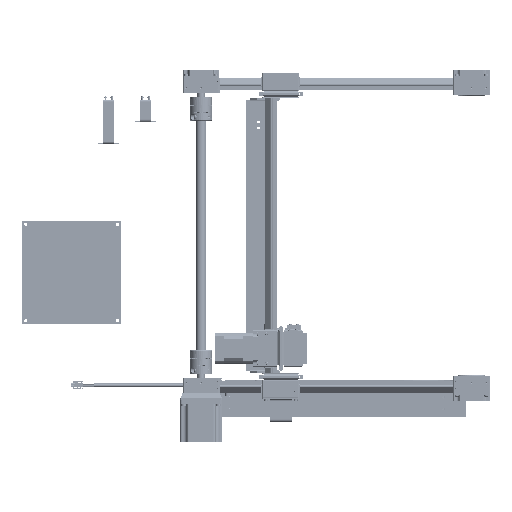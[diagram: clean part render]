
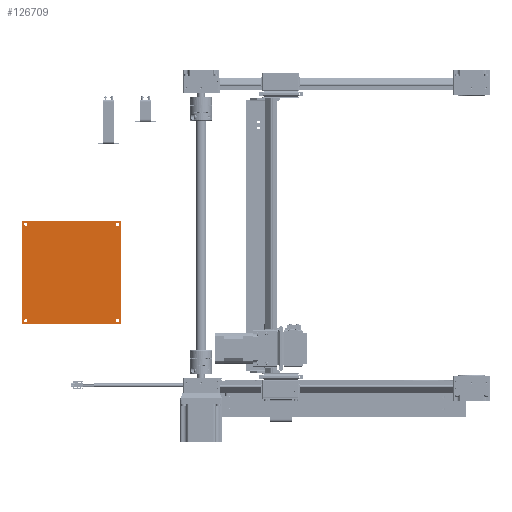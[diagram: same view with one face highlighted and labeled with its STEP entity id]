
A CAD part, front view. The second image highlights one B-rep face of the part: STEP entity #126709.
In plain terms, the highlighted planar face has unit normal (0, -1, 0).
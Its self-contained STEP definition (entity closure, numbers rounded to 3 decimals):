
#11073=LINE('',#194477,#21127);
#11076=LINE('',#194483,#21130);
#11078=LINE('',#194487,#21132);
#11080=LINE('',#194491,#21134);
#21127=VECTOR('',#162603,1000.);
#21130=VECTOR('',#162608,1000.);
#21132=VECTOR('',#162612,1000.);
#21134=VECTOR('',#162616,1000.);
#45461=ORIENTED_EDGE('',*,*,#64019,.F.);
#45462=ORIENTED_EDGE('',*,*,#64020,.F.);
#45463=ORIENTED_EDGE('',*,*,#64021,.F.);
#45464=ORIENTED_EDGE('',*,*,#64022,.F.);
#45465=ORIENTED_EDGE('',*,*,#64010,.F.);
#45466=ORIENTED_EDGE('',*,*,#64017,.F.);
#45467=ORIENTED_EDGE('',*,*,#64015,.F.);
#45468=ORIENTED_EDGE('',*,*,#64013,.F.);
#64010=EDGE_CURVE('',#75116,#75117,#11073,.T.);
#64013=EDGE_CURVE('',#75117,#75118,#11076,.T.);
#64015=EDGE_CURVE('',#75118,#75119,#11078,.T.);
#64017=EDGE_CURVE('',#75119,#75116,#11080,.T.);
#64019=EDGE_CURVE('',#75120,#75120,#80004,.T.);
#64020=EDGE_CURVE('',#75121,#75121,#80005,.T.);
#64021=EDGE_CURVE('',#75122,#75122,#80006,.T.);
#64022=EDGE_CURVE('',#75123,#75123,#80007,.T.);
#75116=VERTEX_POINT('',#194478);
#75117=VERTEX_POINT('',#194479);
#75118=VERTEX_POINT('',#194484);
#75119=VERTEX_POINT('',#194488);
#75120=VERTEX_POINT('',#194495);
#75121=VERTEX_POINT('',#194497);
#75122=VERTEX_POINT('',#194499);
#75123=VERTEX_POINT('',#194501);
#80004=CIRCLE('',#136641,2.15);
#80005=CIRCLE('',#136642,2.15);
#80006=CIRCLE('',#136643,2.15);
#80007=CIRCLE('',#136644,2.15);
#85998=EDGE_LOOP('',(#45461));
#85999=EDGE_LOOP('',(#45462));
#86000=EDGE_LOOP('',(#45463));
#86001=EDGE_LOOP('',(#45464));
#86002=EDGE_LOOP('',(#45465,#45466,#45467,#45468));
#93530=FACE_BOUND('',#85998,.T.);
#93531=FACE_BOUND('',#85999,.T.);
#93532=FACE_BOUND('',#86000,.T.);
#93533=FACE_BOUND('',#86001,.T.);
#93534=FACE_BOUND('',#86002,.T.);
#97282=PLANE('',#136640);
#126709=ADVANCED_FACE('',(#93530,#93531,#93532,#93533,#93534),#97282,.F.);
#136640=AXIS2_PLACEMENT_3D('',#194493,#162618,#162619);
#136641=AXIS2_PLACEMENT_3D('',#194494,#162620,#162621);
#136642=AXIS2_PLACEMENT_3D('',#194496,#162622,#162623);
#136643=AXIS2_PLACEMENT_3D('',#194498,#162624,#162625);
#136644=AXIS2_PLACEMENT_3D('',#194500,#162626,#162627);
#162603=DIRECTION('',(-1.,0.,0.));
#162608=DIRECTION('',(0.,0.,1.));
#162612=DIRECTION('',(1.,0.,0.));
#162616=DIRECTION('',(0.,0.,-1.));
#162618=DIRECTION('',(0.,1.,0.));
#162619=DIRECTION('',(0.,0.,1.));
#162620=DIRECTION('',(0.,-1.,0.));
#162621=DIRECTION('',(0.,0.,-1.));
#162622=DIRECTION('',(0.,-1.,0.));
#162623=DIRECTION('',(0.,0.,-1.));
#162624=DIRECTION('',(0.,-1.,0.));
#162625=DIRECTION('',(0.,0.,-1.));
#162626=DIRECTION('',(0.,-1.,0.));
#162627=DIRECTION('',(0.,0.,-1.));
#194477=CARTESIAN_POINT('',(67.,0.,-70.));
#194478=CARTESIAN_POINT('',(67.,0.,-70.));
#194479=CARTESIAN_POINT('',(-67.,0.,-70.));
#194483=CARTESIAN_POINT('',(-67.,0.,-70.));
#194484=CARTESIAN_POINT('',(-67.,0.,70.));
#194487=CARTESIAN_POINT('',(-67.,0.,70.));
#194488=CARTESIAN_POINT('',(67.,0.,70.));
#194491=CARTESIAN_POINT('',(67.,0.,70.));
#194493=CARTESIAN_POINT('',(0.,0.,0.));
#194494=CARTESIAN_POINT('',(-62.,0.,-65.));
#194495=CARTESIAN_POINT('',(-62.,0.,-67.15));
#194496=CARTESIAN_POINT('',(-62.,0.,65.));
#194497=CARTESIAN_POINT('',(-62.,0.,62.85));
#194498=CARTESIAN_POINT('',(62.,0.,-65.));
#194499=CARTESIAN_POINT('',(62.,0.,-67.15));
#194500=CARTESIAN_POINT('',(62.,0.,65.));
#194501=CARTESIAN_POINT('',(62.,0.,62.85));
